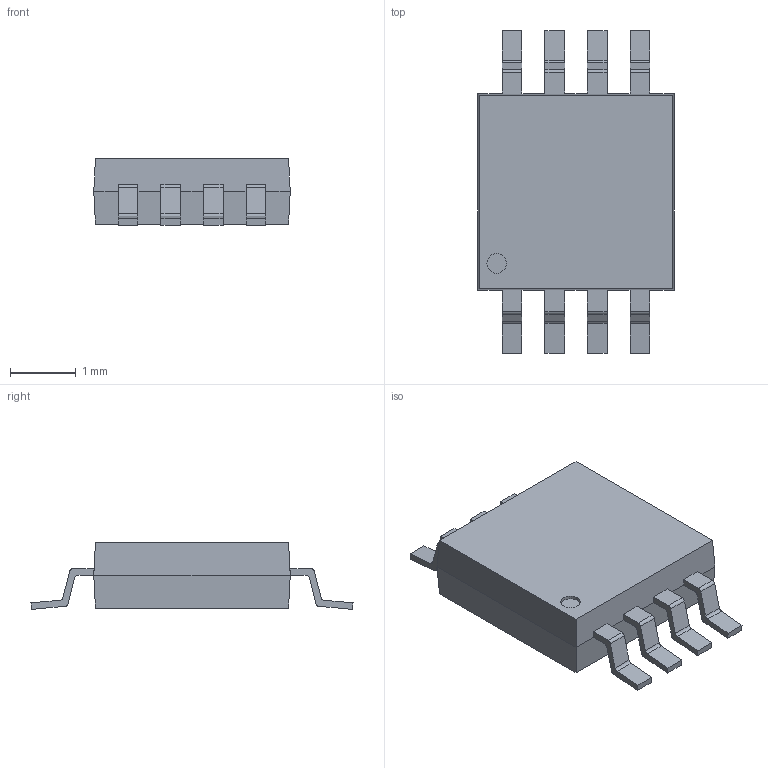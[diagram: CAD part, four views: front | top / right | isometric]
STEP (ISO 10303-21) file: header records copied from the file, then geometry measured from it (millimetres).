
FILE_DESCRIPTION (( 'STEP AP214' ), '1' );
FILE_NAME ('MSOP8.STEP', '2015-03-30T17:55:52', ( '' ), ( '' ), 'SwSTEP 2.0', 'SolidWorks 2014', '' );
FILE_SCHEMA (( 'AUTOMOTIVE_DESIGN' ));
Length unit declared in the file: millimetre
Products named in the file (1): MSOP8
Bounding box: 3 x 4.92 x 1.02 mm (x, y, z)
Volume: 9.2 mm3; surface area: 37.7 mm2
Topology: 1 solids, 1 shells, 117 faces, 322 edges, 208 vertices
Faces by surface type: plane 83, cylinder 34
Entity records: 3839 total; most frequent: CARTESIAN_POINT 648, ORIENTED_EDGE 644, DIRECTION 626, EDGE_CURVE 322, VECTOR 254, LINE 254, VERTEX_POINT 208, AXIS2_PLACEMENT_3D 186
